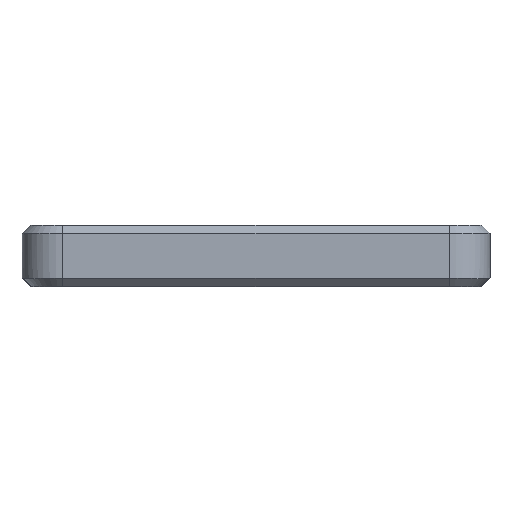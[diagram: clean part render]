
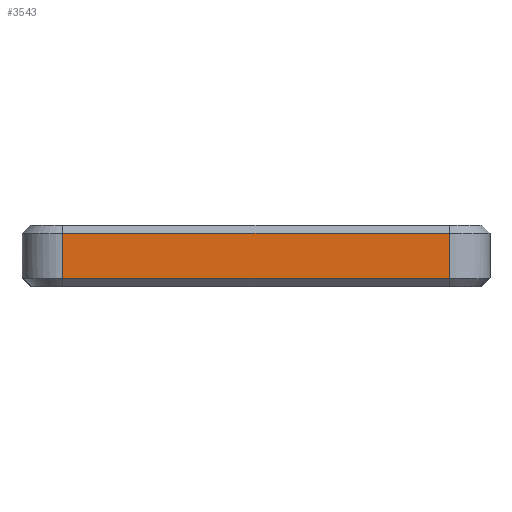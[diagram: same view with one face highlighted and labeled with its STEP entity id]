
A CAD part, top view. The second image highlights one B-rep face of the part: STEP entity #3543.
In plain terms, the highlighted planar face has unit normal (0, 0, 1).
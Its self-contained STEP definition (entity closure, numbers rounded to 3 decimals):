
#407=FACE_OUTER_BOUND('',#626,.T.);
#626=EDGE_LOOP('',(#3044,#3045,#3046,#3047));
#1063=LINE('',#6577,#1356);
#1071=LINE('',#6677,#1364);
#1072=LINE('',#6681,#1365);
#1073=LINE('',#6682,#1366);
#1356=VECTOR('',#4287,10.);
#1364=VECTOR('',#4307,10.);
#1365=VECTOR('',#4312,10.);
#1366=VECTOR('',#4313,10.);
#1693=VERTEX_POINT('',#6571);
#1694=VERTEX_POINT('',#6575);
#1700=VERTEX_POINT('',#6676);
#1701=VERTEX_POINT('',#6680);
#2154=EDGE_CURVE('',#1694,#1693,#1063,.T.);
#2167=EDGE_CURVE('',#1693,#1700,#1071,.T.);
#2169=EDGE_CURVE('',#1701,#1694,#1072,.T.);
#2170=EDGE_CURVE('',#1700,#1701,#1073,.T.);
#3044=ORIENTED_EDGE('',*,*,#2154,.F.);
#3045=ORIENTED_EDGE('',*,*,#2169,.F.);
#3046=ORIENTED_EDGE('',*,*,#2170,.F.);
#3047=ORIENTED_EDGE('',*,*,#2167,.F.);
#3372=PLANE('',#3739);
#3543=ADVANCED_FACE('',(#407),#3372,.T.);
#3739=AXIS2_PLACEMENT_3D('',#6679,#4310,#4311);
#4287=DIRECTION('',(-1.,0.,0.));
#4307=DIRECTION('',(0.,1.,0.));
#4310=DIRECTION('center_axis',(0.,0.,1.));
#4311=DIRECTION('ref_axis',(0.,-1.,0.));
#4312=DIRECTION('',(0.,-1.,0.));
#4313=DIRECTION('',(1.,0.,0.));
#6571=CARTESIAN_POINT('',(10.,-13.,159.3));
#6575=CARTESIAN_POINT('',(104.3,-13.,159.3));
#6577=CARTESIAN_POINT('',(0.,-13.,159.3));
#6676=CARTESIAN_POINT('',(10.,-2.,159.3));
#6677=CARTESIAN_POINT('',(10.,0.,159.3));
#6679=CARTESIAN_POINT('Origin',(0.,0.,159.3));
#6680=CARTESIAN_POINT('',(104.3,-2.,159.3));
#6681=CARTESIAN_POINT('',(104.3,0.,159.3));
#6682=CARTESIAN_POINT('',(28.575,-2.,159.3));
